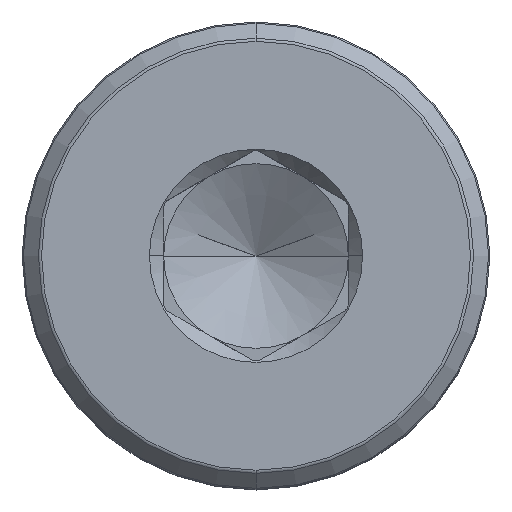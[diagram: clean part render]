
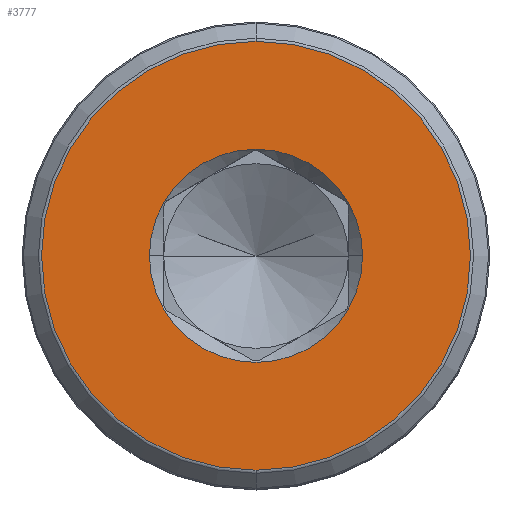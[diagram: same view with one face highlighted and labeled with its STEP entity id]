
A CAD part, top view. The second image highlights one B-rep face of the part: STEP entity #3777.
In plain terms, the highlighted planar face has unit normal (0, 0, 1).
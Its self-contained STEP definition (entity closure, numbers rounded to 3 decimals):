
#441 = DIRECTION ( 'NONE',  ( 1., 0., 0. ) ) ;
#467 = CARTESIAN_POINT ( 'NONE',  ( 0., 0., 4. ) ) ;
#539 = CARTESIAN_POINT ( 'NONE',  ( 0., 0., 4. ) ) ;
#646 = DIRECTION ( 'NONE',  ( 0., -1., 0. ) ) ;
#704 = AXIS2_PLACEMENT_3D ( 'NONE', #1634, #4257, #646 ) ;
#718 = CIRCLE ( 'NONE', #2604, 0.866 ) ;
#855 = DIRECTION ( 'NONE',  ( 0., 0., 1. ) ) ;
#897 = EDGE_LOOP ( 'NONE', ( #1446, #2171 ) ) ;
#947 = CIRCLE ( 'NONE', #704, 1.743 ) ;
#1219 = CARTESIAN_POINT ( 'NONE',  ( -0.866, 0., 4. ) ) ;
#1294 = VERTEX_POINT ( 'NONE', #3058 ) ;
#1446 = ORIENTED_EDGE ( 'NONE', *, *, #3000, .T. ) ;
#1512 = VERTEX_POINT ( 'NONE', #3184 ) ;
#1634 = CARTESIAN_POINT ( 'NONE',  ( 0., 0., 4. ) ) ;
#1746 = AXIS2_PLACEMENT_3D ( 'NONE', #3351, #4013, #2024 ) ;
#1757 = CIRCLE ( 'NONE', #1927, 0.866 ) ;
#1927 = AXIS2_PLACEMENT_3D ( 'NONE', #539, #855, #3186 ) ;
#2002 = VERTEX_POINT ( 'NONE', #3546 ) ;
#2024 = DIRECTION ( 'NONE',  ( 0., 1., 0. ) ) ;
#2064 = DIRECTION ( 'NONE',  ( 0., -1., 0. ) ) ;
#2102 = EDGE_CURVE ( 'NONE', #1294, #1512, #947, .T. ) ;
#2171 = ORIENTED_EDGE ( 'NONE', *, *, #2102, .T. ) ;
#2382 = DIRECTION ( 'NONE',  ( 0., 0., 1. ) ) ;
#2604 = AXIS2_PLACEMENT_3D ( 'NONE', #467, #2382, #441 ) ;
#2759 = FACE_OUTER_BOUND ( 'NONE', #897, .T. ) ;
#2767 = DIRECTION ( 'NONE',  ( 0., 0., 1. ) ) ;
#2807 = ORIENTED_EDGE ( 'NONE', *, *, #3592, .F. ) ;
#3000 = EDGE_CURVE ( 'NONE', #1512, #1294, #4238, .T. ) ;
#3029 = EDGE_CURVE ( 'NONE', #3209, #2002, #718, .T. ) ;
#3058 = CARTESIAN_POINT ( 'NONE',  ( 0., 1.743, 4. ) ) ;
#3075 = EDGE_LOOP ( 'NONE', ( #2807, #3721 ) ) ;
#3184 = CARTESIAN_POINT ( 'NONE',  ( 0., -1.743, 4. ) ) ;
#3186 = DIRECTION ( 'NONE',  ( 1., 0., 0. ) ) ;
#3209 = VERTEX_POINT ( 'NONE', #1219 ) ;
#3351 = CARTESIAN_POINT ( 'NONE',  ( 0., 1.743, 4. ) ) ;
#3546 = CARTESIAN_POINT ( 'NONE',  ( 0.866, 0., 4. ) ) ;
#3592 = EDGE_CURVE ( 'NONE', #2002, #3209, #1757, .T. ) ;
#3637 = AXIS2_PLACEMENT_3D ( 'NONE', #3735, #2767, #2064 ) ;
#3688 = FACE_BOUND ( 'NONE', #3075, .T. ) ;
#3721 = ORIENTED_EDGE ( 'NONE', *, *, #3029, .F. ) ;
#3735 = CARTESIAN_POINT ( 'NONE',  ( 0., 0., 4. ) ) ;
#3777 = ADVANCED_FACE ( 'NONE', ( #3688, #2759 ), #4002, .F. ) ;
#4002 = PLANE ( 'NONE',  #1746 ) ;
#4013 = DIRECTION ( 'NONE',  ( 0., 0., -1. ) ) ;
#4238 = CIRCLE ( 'NONE', #3637, 1.743 ) ;
#4257 = DIRECTION ( 'NONE',  ( 0., 0., 1. ) ) ;
